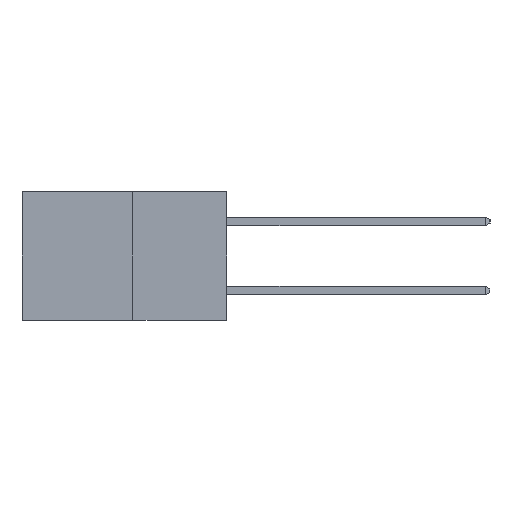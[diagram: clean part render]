
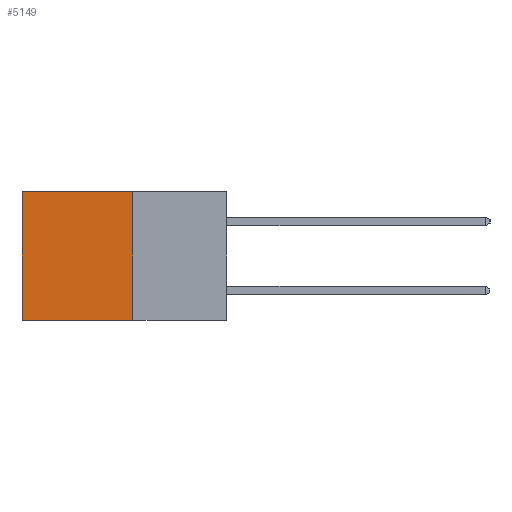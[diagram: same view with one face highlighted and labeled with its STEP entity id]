
A CAD part, left-side view. The second image highlights one B-rep face of the part: STEP entity #5149.
In plain terms, the highlighted planar face has unit normal (-1, 0, 0).
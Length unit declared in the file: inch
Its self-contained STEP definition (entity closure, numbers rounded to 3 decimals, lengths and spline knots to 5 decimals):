
#49 = DIRECTION ( 'NONE',  ( 1., 0., 0. ) ) ;
#240 = DIRECTION ( 'NONE',  ( 0., 0., -1. ) ) ;
#442 = PLANE ( 'NONE',  #10563 ) ;
#792 = CARTESIAN_POINT ( 'NONE',  ( 0.277, 0.27, -0.37 ) ) ;
#902 = LINE ( 'NONE', #7378, #5164 ) ;
#939 = DIRECTION ( 'NONE',  ( 0., 1., 0. ) ) ;
#1031 = LINE ( 'NONE', #1954, #5321 ) ;
#1061 = EDGE_CURVE ( 'NONE', #6759, #6432, #1031, .T. ) ;
#1727 = DIRECTION ( 'NONE',  ( 0., 1., 0. ) ) ;
#1954 = CARTESIAN_POINT ( 'NONE',  ( 0.277, 0.59, -0.37 ) ) ;
#3113 = EDGE_CURVE ( 'NONE', #6181, #6759, #4093, .T. ) ;
#3889 = FACE_OUTER_BOUND ( 'NONE', #7262, .T. ) ;
#4093 = LINE ( 'NONE', #10617, #10373 ) ;
#4355 = ORIENTED_EDGE ( 'NONE', *, *, #5330, .F. ) ;
#5149 = ADVANCED_FACE ( 'NONE', ( #3889 ), #442, .F. ) ;
#5164 = VECTOR ( 'NONE', #7319, 39.37008 ) ;
#5321 = VECTOR ( 'NONE', #10517, 39.37008 ) ;
#5330 = EDGE_CURVE ( 'NONE', #6181, #8252, #902, .T. ) ;
#6181 = VERTEX_POINT ( 'NONE', #10731 ) ;
#6432 = VERTEX_POINT ( 'NONE', #6801 ) ;
#6759 = VERTEX_POINT ( 'NONE', #10470 ) ;
#6801 = CARTESIAN_POINT ( 'NONE',  ( 0.277, 0.59, -0.37 ) ) ;
#7262 = EDGE_LOOP ( 'NONE', ( #8280, #10370, #4355, #8800 ) ) ;
#7319 = DIRECTION ( 'NONE',  ( 0., 0., -1. ) ) ;
#7378 = CARTESIAN_POINT ( 'NONE',  ( 0.277, 0.27, -0.37 ) ) ;
#8252 = VERTEX_POINT ( 'NONE', #10177 ) ;
#8280 = ORIENTED_EDGE ( 'NONE', *, *, #1061, .T. ) ;
#8563 = CARTESIAN_POINT ( 'NONE',  ( 0.277, 0.27, -0.37 ) ) ;
#8800 = ORIENTED_EDGE ( 'NONE', *, *, #3113, .T. ) ;
#10078 = VECTOR ( 'NONE', #939, 39.37008 ) ;
#10177 = CARTESIAN_POINT ( 'NONE',  ( 0.277, 0.27, -0.37 ) ) ;
#10328 = LINE ( 'NONE', #8563, #10078 ) ;
#10370 = ORIENTED_EDGE ( 'NONE', *, *, #10534, .F. ) ;
#10373 = VECTOR ( 'NONE', #1727, 39.37008 ) ;
#10470 = CARTESIAN_POINT ( 'NONE',  ( 0.277, 0.59, 0. ) ) ;
#10517 = DIRECTION ( 'NONE',  ( 0., 0., -1. ) ) ;
#10534 = EDGE_CURVE ( 'NONE', #8252, #6432, #10328, .T. ) ;
#10563 = AXIS2_PLACEMENT_3D ( 'NONE', #792, #49, #240 ) ;
#10617 = CARTESIAN_POINT ( 'NONE',  ( 0.277, 0.27, 0. ) ) ;
#10731 = CARTESIAN_POINT ( 'NONE',  ( 0.277, 0.27, 0. ) ) ;
